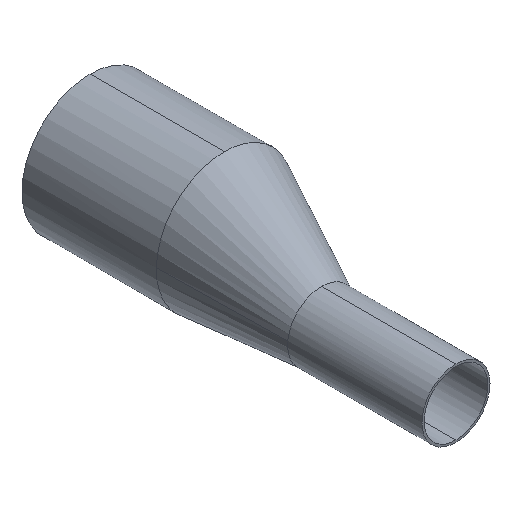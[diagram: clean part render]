
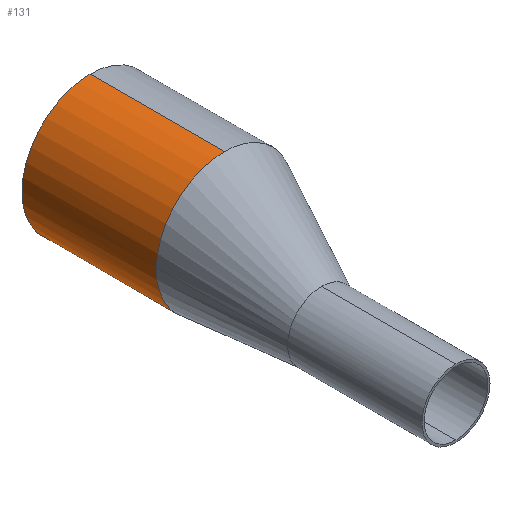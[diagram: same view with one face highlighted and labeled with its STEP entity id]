
A CAD part, isometric view. The second image highlights one B-rep face of the part: STEP entity #131.
In plain terms, the highlighted cylindrical face has radius 50.8 mm (diameter 101.6 mm), a partial arc.
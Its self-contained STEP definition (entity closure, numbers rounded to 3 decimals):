
#39 = CARTESIAN_POINT ( 'NONE',  ( 25.4, 98., -50.8 ) ) ;
#47 = CARTESIAN_POINT ( 'NONE',  ( 25.4, 198.25, -50.8 ) ) ;
#50 = ORIENTED_EDGE ( 'NONE', *, *, #499, .T. ) ;
#61 = VERTEX_POINT ( 'NONE', #980 ) ;
#82 = DIRECTION ( 'NONE',  ( 0., 0., 1. ) ) ;
#89 = DIRECTION ( 'NONE',  ( 0., -1., 0. ) ) ;
#110 = CARTESIAN_POINT ( 'NONE',  ( -25.389, 98., 1.053 ) ) ;
#113 = CARTESIAN_POINT ( 'NONE',  ( 25.4, 198.25, 0. ) ) ;
#131 = ADVANCED_FACE ( 'NONE', ( #1089 ), #228, .T. ) ;
#153 = CARTESIAN_POINT ( 'NONE',  ( 25.4, 198.25, -50.8 ) ) ;
#161 = VECTOR ( 'NONE', #1048, 1000. ) ;
#209 = VERTEX_POINT ( 'NONE', #153 ) ;
#228 = CYLINDRICAL_SURFACE ( 'NONE', #1028, 50.8 ) ;
#229 = ORIENTED_EDGE ( 'NONE', *, *, #313, .F. ) ;
#241 = DIRECTION ( 'NONE',  ( 0., -1., 0. ) ) ;
#297 = DIRECTION ( 'NONE',  ( 0., 0., 1. ) ) ;
#313 = EDGE_CURVE ( 'NONE', #61, #695, #1143, .T. ) ;
#351 = EDGE_CURVE ( 'NONE', #956, #442, #1090, .T. ) ;
#352 = CIRCLE ( 'NONE', #1009, 50.8 ) ;
#364 = AXIS2_PLACEMENT_3D ( 'NONE', #1188, #539, #82 ) ;
#423 = CARTESIAN_POINT ( 'NONE',  ( 25.4, 98., 50.8 ) ) ;
#442 = VERTEX_POINT ( 'NONE', #110 ) ;
#454 = EDGE_CURVE ( 'NONE', #209, #61, #352, .T. ) ;
#483 = DIRECTION ( 'NONE',  ( 0., 1., 0. ) ) ;
#499 = EDGE_CURVE ( 'NONE', #442, #695, #1055, .T. ) ;
#539 = DIRECTION ( 'NONE',  ( 0., 1., 0. ) ) ;
#559 = CARTESIAN_POINT ( 'NONE',  ( 25.4, 98., 0. ) ) ;
#567 = DIRECTION ( 'NONE',  ( 0., 0., 1. ) ) ;
#666 = DIRECTION ( 'NONE',  ( 0., 1., 0. ) ) ;
#695 = VERTEX_POINT ( 'NONE', #423 ) ;
#766 = AXIS2_PLACEMENT_3D ( 'NONE', #559, #483, #297 ) ;
#772 = ORIENTED_EDGE ( 'NONE', *, *, #351, .T. ) ;
#885 = ORIENTED_EDGE ( 'NONE', *, *, #994, .T. ) ;
#894 = CARTESIAN_POINT ( 'NONE',  ( 25.4, 198.25, 0. ) ) ;
#902 = DIRECTION ( 'NONE',  ( 0., 0., -1. ) ) ;
#915 = VECTOR ( 'NONE', #89, 1000. ) ;
#943 = EDGE_LOOP ( 'NONE', ( #229, #1061, #885, #772, #50 ) ) ;
#956 = VERTEX_POINT ( 'NONE', #39 ) ;
#980 = CARTESIAN_POINT ( 'NONE',  ( 25.4, 198.25, 50.8 ) ) ;
#994 = EDGE_CURVE ( 'NONE', #209, #956, #1169, .T. ) ;
#1009 = AXIS2_PLACEMENT_3D ( 'NONE', #113, #666, #567 ) ;
#1028 = AXIS2_PLACEMENT_3D ( 'NONE', #894, #241, #902 ) ;
#1048 = DIRECTION ( 'NONE',  ( 0., -1., 0. ) ) ;
#1055 = CIRCLE ( 'NONE', #766, 50.8 ) ;
#1061 = ORIENTED_EDGE ( 'NONE', *, *, #454, .F. ) ;
#1089 = FACE_OUTER_BOUND ( 'NONE', #943, .T. ) ;
#1090 = CIRCLE ( 'NONE', #364, 50.8 ) ;
#1143 = LINE ( 'NONE', #1162, #915 ) ;
#1162 = CARTESIAN_POINT ( 'NONE',  ( 25.4, 198.25, 50.8 ) ) ;
#1169 = LINE ( 'NONE', #47, #161 ) ;
#1188 = CARTESIAN_POINT ( 'NONE',  ( 25.4, 98., 0. ) ) ;
